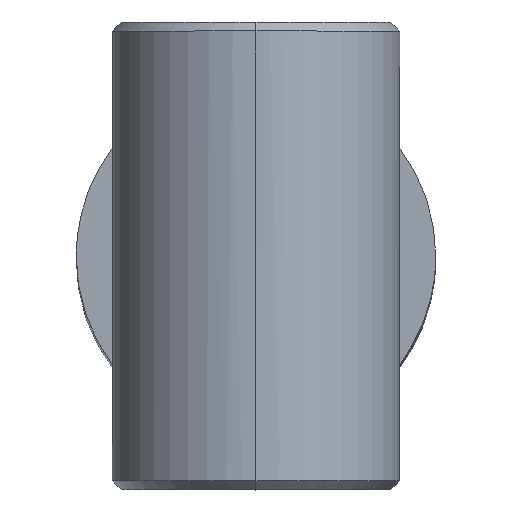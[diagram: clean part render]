
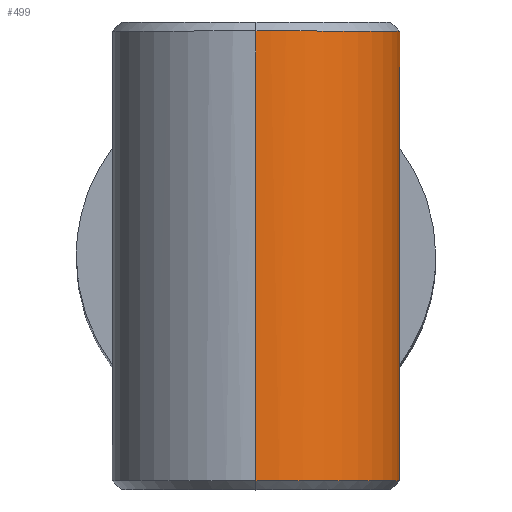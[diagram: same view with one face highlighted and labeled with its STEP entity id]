
A CAD part, top view. The second image highlights one B-rep face of the part: STEP entity #499.
In plain terms, the highlighted free-form (B-spline) face has degree [2, 1] with [5, 2] control points.
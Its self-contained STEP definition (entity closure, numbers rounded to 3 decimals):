
#298 = VERTEX_POINT('',#299);
#299 = CARTESIAN_POINT('',(0.,30.829,
    249.099));
#304 = EDGE_CURVE('',#305,#298,#307,.T.);
#305 = VERTEX_POINT('',#306);
#306 = CARTESIAN_POINT('',(0.,30.829,209.638));
#307 = ( BOUNDED_CURVE() B_SPLINE_CURVE(2,(#308,#309,#310,#311,#312),
.UNSPECIFIED.,.F.,.F.) B_SPLINE_CURVE_WITH_KNOTS((3,2,3),(3.142,
4.712,6.283),.PIECEWISE_BEZIER_KNOTS.) CURVE() 
GEOMETRIC_REPRESENTATION_ITEM() RATIONAL_B_SPLINE_CURVE((1.,
0.707,1.,0.707,1.)) REPRESENTATION_ITEM('') );
#308 = CARTESIAN_POINT('',(0.,30.829,
    209.638));
#309 = CARTESIAN_POINT('',(19.731,30.829,
    209.638));
#310 = CARTESIAN_POINT('',(19.731,30.829,
    229.368));
#311 = CARTESIAN_POINT('',(19.731,30.829,
    249.099));
#312 = CARTESIAN_POINT('',(0.,30.829,
    249.099));
#442 = VERTEX_POINT('',#443);
#443 = CARTESIAN_POINT('',(0.,-30.829,209.638));
#448 = EDGE_CURVE('',#449,#442,#451,.T.);
#449 = VERTEX_POINT('',#450);
#450 = CARTESIAN_POINT('',(0.,-30.829,
    249.099));
#451 = ( BOUNDED_CURVE() B_SPLINE_CURVE(2,(#452,#453,#454,#455,#456),
.UNSPECIFIED.,.F.,.F.) B_SPLINE_CURVE_WITH_KNOTS((3,2,3),(0.,
1.571,3.142),.PIECEWISE_BEZIER_KNOTS.) CURVE() 
GEOMETRIC_REPRESENTATION_ITEM() RATIONAL_B_SPLINE_CURVE((1.,
0.707,1.,0.707,1.)) REPRESENTATION_ITEM('') );
#452 = CARTESIAN_POINT('',(0.,-30.829,249.099));
#453 = CARTESIAN_POINT('',(19.731,-30.829,
    249.099));
#454 = CARTESIAN_POINT('',(19.731,-30.829,
    229.368));
#455 = CARTESIAN_POINT('',(19.731,-30.829,
    209.638));
#456 = CARTESIAN_POINT('',(0.,-30.829,
    209.638));
#499 = ADVANCED_FACE('',(#500),#514,.T.);
#500 = FACE_BOUND('',#501,.T.);
#501 = EDGE_LOOP('',(#502,#503,#508,#509));
#502 = ORIENTED_EDGE('',*,*,#304,.T.);
#503 = ORIENTED_EDGE('',*,*,#504,.T.);
#504 = EDGE_CURVE('',#298,#449,#505,.T.);
#505 = B_SPLINE_CURVE_WITH_KNOTS('',1,(#506,#507),.UNSPECIFIED.,.F.,.F.,
  (2,2),(1.,51.),.PIECEWISE_BEZIER_KNOTS.);
#506 = CARTESIAN_POINT('',(0.,30.829,
    249.099));
#507 = CARTESIAN_POINT('',(0.,-30.829,
    249.099));
#508 = ORIENTED_EDGE('',*,*,#448,.T.);
#509 = ORIENTED_EDGE('',*,*,#510,.F.);
#510 = EDGE_CURVE('',#305,#442,#511,.T.);
#511 = B_SPLINE_CURVE_WITH_KNOTS('',1,(#512,#513),.UNSPECIFIED.,.F.,.F.,
  (2,2),(1.,51.),.PIECEWISE_BEZIER_KNOTS.);
#512 = CARTESIAN_POINT('',(0.,30.829,209.638));
#513 = CARTESIAN_POINT('',(0.,-30.829,209.638));
#514 = ( BOUNDED_SURFACE() B_SPLINE_SURFACE(2,1,(
    (#515,#516)
    ,(#517,#518)
    ,(#519,#520)
    ,(#521,#522)
,(#523,#524
    )),.UNSPECIFIED.,.F.,.F.,.F.) B_SPLINE_SURFACE_WITH_KNOTS((3,2,3),(2
    ,2),(0.,1.571,3.142),(1.,51.),
.PIECEWISE_BEZIER_KNOTS.) GEOMETRIC_REPRESENTATION_ITEM() 
RATIONAL_B_SPLINE_SURFACE((
    (1.,1.)
    ,(0.707,0.707)
    ,(1.,1.)
    ,(0.707,0.707)
,(1.,1.))) REPRESENTATION_ITEM('') SURFACE() );
#515 = CARTESIAN_POINT('',(0.,30.829,209.638));
#516 = CARTESIAN_POINT('',(0.,-30.829,209.638));
#517 = CARTESIAN_POINT('',(19.731,30.829,
    209.638));
#518 = CARTESIAN_POINT('',(19.731,-30.829,
    209.638));
#519 = CARTESIAN_POINT('',(19.731,30.829,
    229.368));
#520 = CARTESIAN_POINT('',(19.731,-30.829,
    229.368));
#521 = CARTESIAN_POINT('',(19.731,30.829,
    249.099));
#522 = CARTESIAN_POINT('',(19.731,-30.829,
    249.099));
#523 = CARTESIAN_POINT('',(0.,30.829,
    249.099));
#524 = CARTESIAN_POINT('',(0.,-30.829,
    249.099));
